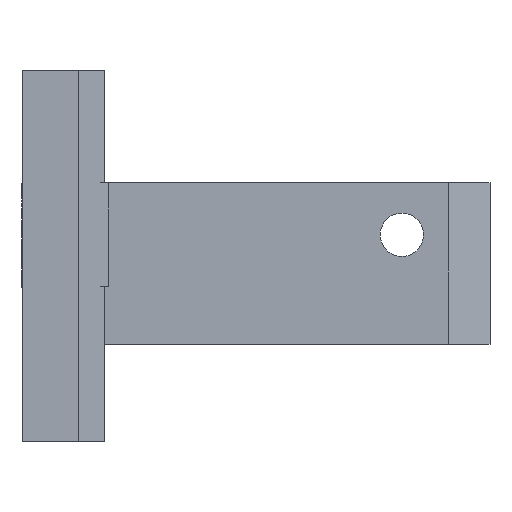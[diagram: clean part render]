
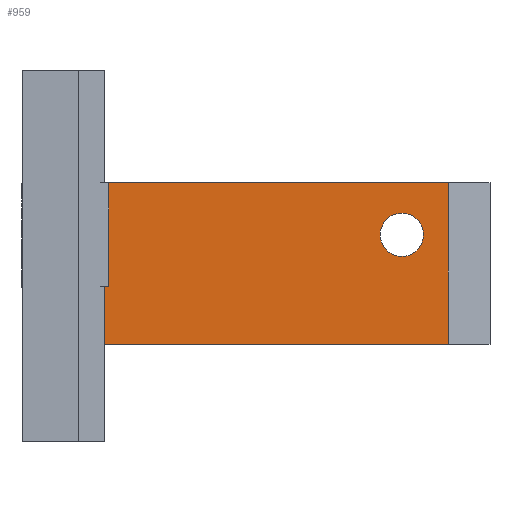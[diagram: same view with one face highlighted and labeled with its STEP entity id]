
A CAD part, left-side view. The second image highlights one B-rep face of the part: STEP entity #959.
In plain terms, the highlighted planar face has unit normal (-1, 0, 0).
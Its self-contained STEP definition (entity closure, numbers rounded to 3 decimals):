
#19=FACE_BOUND('',#136,.T.);
#40=PLANE('',#1032);
#83=FACE_OUTER_BOUND('',#135,.T.);
#135=EDGE_LOOP('',(#737,#738,#739,#740,#741,#742));
#136=EDGE_LOOP('',(#743));
#206=LINE('',#1415,#323);
#220=LINE('',#1443,#337);
#222=LINE('',#1447,#339);
#223=LINE('',#1449,#340);
#224=LINE('',#1451,#341);
#225=LINE('',#1452,#342);
#323=VECTOR('',#1150,10.);
#337=VECTOR('',#1172,10.);
#339=VECTOR('',#1176,10.);
#340=VECTOR('',#1177,10.);
#341=VECTOR('',#1178,10.);
#342=VECTOR('',#1179,10.);
#421=CIRCLE('',#1022,1.25);
#441=VERTEX_POINT('',#1360);
#463=VERTEX_POINT('',#1412);
#464=VERTEX_POINT('',#1414);
#474=VERTEX_POINT('',#1442);
#475=VERTEX_POINT('',#1446);
#476=VERTEX_POINT('',#1448);
#477=VERTEX_POINT('',#1450);
#537=EDGE_CURVE('',#441,#441,#421,.T.);
#562=EDGE_CURVE('',#464,#463,#206,.F.);
#576=EDGE_CURVE('',#474,#464,#220,.F.);
#578=EDGE_CURVE('',#463,#475,#222,.F.);
#579=EDGE_CURVE('',#475,#476,#223,.F.);
#580=EDGE_CURVE('',#477,#476,#224,.T.);
#581=EDGE_CURVE('',#474,#477,#225,.F.);
#737=ORIENTED_EDGE('',*,*,#562,.T.);
#738=ORIENTED_EDGE('',*,*,#578,.T.);
#739=ORIENTED_EDGE('',*,*,#579,.T.);
#740=ORIENTED_EDGE('',*,*,#580,.F.);
#741=ORIENTED_EDGE('',*,*,#581,.F.);
#742=ORIENTED_EDGE('',*,*,#576,.T.);
#743=ORIENTED_EDGE('',*,*,#537,.T.);
#959=ADVANCED_FACE('',(#83,#19),#40,.F.);
#1022=AXIS2_PLACEMENT_3D('',#1362,#1114,#1115);
#1032=AXIS2_PLACEMENT_3D('',#1445,#1174,#1175);
#1114=DIRECTION('center_axis',(1.,0.,0.));
#1115=DIRECTION('ref_axis',(0.,1.,0.));
#1150=DIRECTION('',(0.,-1.,0.));
#1172=DIRECTION('',(0.,0.,-1.));
#1174=DIRECTION('center_axis',(1.,0.,0.));
#1175=DIRECTION('ref_axis',(0.,0.,1.));
#1176=DIRECTION('',(0.,0.,1.));
#1177=DIRECTION('',(0.,-1.,0.));
#1178=DIRECTION('',(0.,0.,1.));
#1179=DIRECTION('',(0.,-1.,0.));
#1360=CARTESIAN_POINT('',(-1.303,-21.431,7.945));
#1362=CARTESIAN_POINT('Origin',(-1.303,-20.181,7.945));
#1412=CARTESIAN_POINT('',(-1.303,-3.26,10.94));
#1414=CARTESIAN_POINT('',(-1.303,-22.853,10.94));
#1415=CARTESIAN_POINT('',(-1.303,-5.392,10.94));
#1442=CARTESIAN_POINT('',(-1.303,-22.853,1.63));
#1443=CARTESIAN_POINT('',(-1.303,-22.853,2.475));
#1445=CARTESIAN_POINT('Origin',(-1.303,1.733,4.95));
#1446=CARTESIAN_POINT('',(-1.303,-3.26,4.95));
#1447=CARTESIAN_POINT('',(-1.303,-3.26,11.195));
#1448=CARTESIAN_POINT('',(-1.303,0.233,4.95));
#1449=CARTESIAN_POINT('',(-1.303,0.141,4.95));
#1450=CARTESIAN_POINT('',(-1.303,0.233,1.63));
#1451=CARTESIAN_POINT('',(-1.303,0.233,1.222));
#1452=CARTESIAN_POINT('',(-1.303,1.733,1.63));
